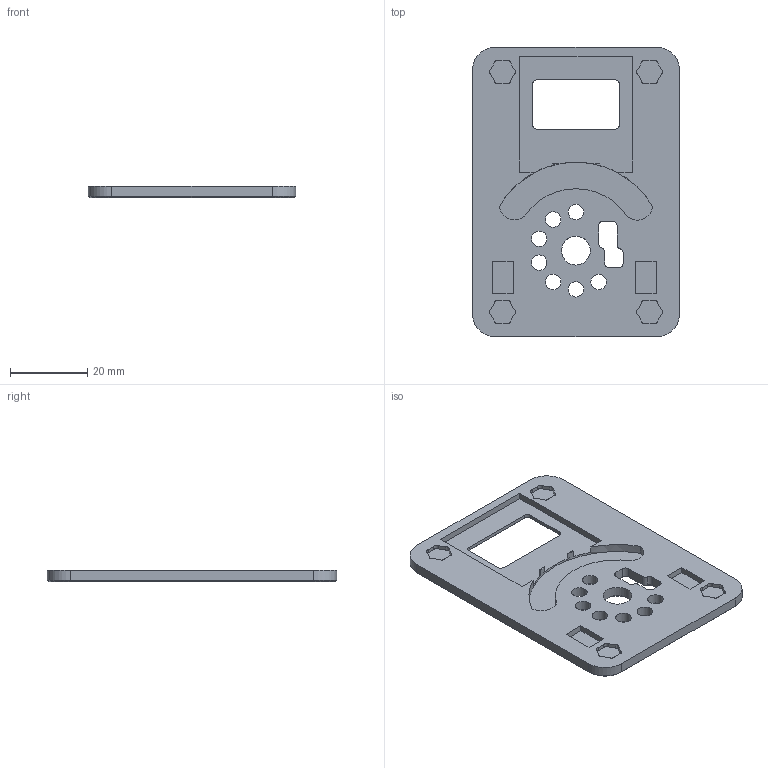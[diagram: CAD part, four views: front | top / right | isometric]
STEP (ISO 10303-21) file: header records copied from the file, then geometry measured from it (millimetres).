
FILE_DESCRIPTION(/* description */ (''),/* implementation_level */ '2;1');
FILE_NAME(/* name */ 'Pithy Screen Faceplate.step',/* time_stamp */ '2021-06-11T05:03:57+01:00',/* author */ (''),/* organization */ (''),/* preprocessor_version */ 'ST-DEVELOPER v18.1',/* originating_system */ 'Autodesk Translation Framework v10.9.0.1377',/* authorisation */ '');
FILE_SCHEMA (('AUTOMOTIVE_DESIGN { 1 0 10303 214 3 1 1 }'));
Length unit declared in the file: millimetre
Products named in the file (1): Pithy Screen Faceplate
Bounding box: 53.72 x 75.05 x 3 mm (x, y, z)
Volume: 8684.6 mm3; surface area: 8735.6 mm2
Topology: 1 solids, 1 shells, 157 faces, 406 edges, 258 vertices
Faces by surface type: plane 81, cylinder 52, cone 24
Full cylindrical faces by diameter (mm): 4 x7, 7.45 x1
Entity records: 4850 total; most frequent: DIRECTION 856, CARTESIAN_POINT 822, ORIENTED_EDGE 812, EDGE_CURVE 406, AXIS2_PLACEMENT_3D 292, LINE 272, VECTOR 272, VERTEX_POINT 258
